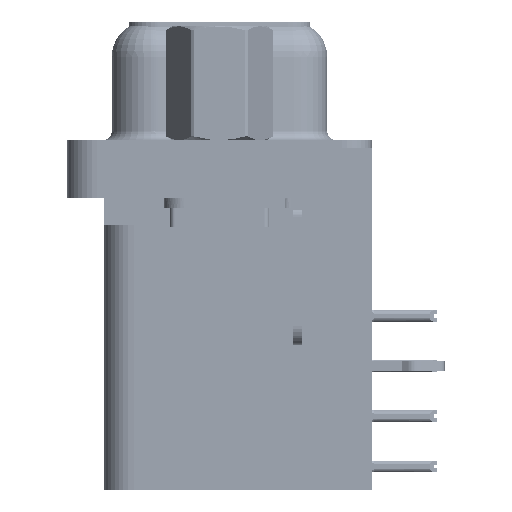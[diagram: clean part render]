
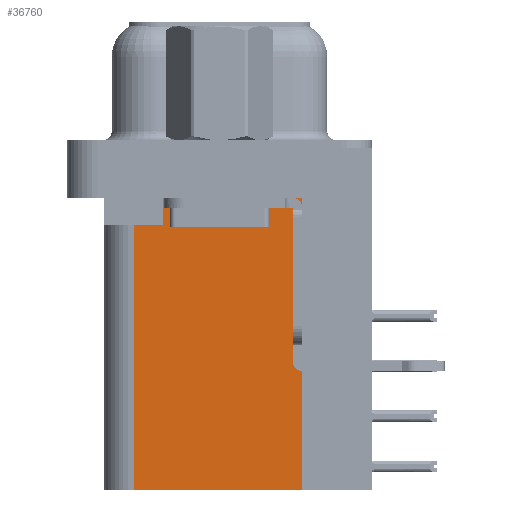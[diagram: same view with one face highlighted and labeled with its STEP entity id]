
A CAD part, left-side view. The second image highlights one B-rep face of the part: STEP entity #36760.
In plain terms, the highlighted planar face has unit normal (-1, 0, 0).
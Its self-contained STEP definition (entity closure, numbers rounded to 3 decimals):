
#140 = CARTESIAN_POINT ( 'NONE',  ( 3.75, 2.85, -3.9 ) ) ;
#920 = DIRECTION ( 'NONE',  ( 0., 0., 1. ) ) ;
#6357 = EDGE_CURVE ( 'NONE', #34695, #56219, #21191, .T. ) ;
#7424 = CARTESIAN_POINT ( 'NONE',  ( 3.75, -4.2, -17.3 ) ) ;
#7488 = CARTESIAN_POINT ( 'NONE',  ( 3.75, -4.2, -2.5 ) ) ;
#10277 = CARTESIAN_POINT ( 'NONE',  ( 3.75, -4.2, -17.3 ) ) ;
#12288 = VECTOR ( 'NONE', #73129, 1000. ) ;
#12476 = VERTEX_POINT ( 'NONE', #66440 ) ;
#13000 = EDGE_CURVE ( 'NONE', #64343, #29723, #65522, .T. ) ;
#13055 = FACE_OUTER_BOUND ( 'NONE', #19335, .T. ) ;
#14771 = AXIS2_PLACEMENT_3D ( 'NONE', #10277, #57167, #22063 ) ;
#16134 = CARTESIAN_POINT ( 'NONE',  ( 3.75, -4.2, -17.3 ) ) ;
#19335 = EDGE_LOOP ( 'NONE', ( #30876, #30896, #75620, #69032, #56410, #65345 ) ) ;
#19880 = EDGE_CURVE ( 'NONE', #69127, #12476, #42600, .T. ) ;
#21191 = LINE ( 'NONE', #140, #50472 ) ;
#22063 = DIRECTION ( 'NONE',  ( 0., 1., 0. ) ) ;
#22301 = DIRECTION ( 'NONE',  ( 0., 1., 0. ) ) ;
#24983 = DIRECTION ( 'NONE',  ( 0., 1., 0. ) ) ;
#26542 = EDGE_CURVE ( 'NONE', #56219, #29723, #43482, .T. ) ;
#27107 = EDGE_CURVE ( 'NONE', #12476, #34695, #57171, .T. ) ;
#29723 = VERTEX_POINT ( 'NONE', #64236 ) ;
#30876 = ORIENTED_EDGE ( 'NONE', *, *, #27107, .T. ) ;
#30896 = ORIENTED_EDGE ( 'NONE', *, *, #6357, .T. ) ;
#34393 = VECTOR ( 'NONE', #65324, 1000. ) ;
#34695 = VERTEX_POINT ( 'NONE', #62380 ) ;
#36574 = LINE ( 'NONE', #16134, #48414 ) ;
#36760 = ADVANCED_FACE ( 'NONE', ( #13055 ), #51205, .F. ) ;
#39522 = EDGE_CURVE ( 'NONE', #69127, #64343, #36574, .T. ) ;
#42600 = LINE ( 'NONE', #71038, #71877 ) ;
#43482 = LINE ( 'NONE', #67315, #12288 ) ;
#45950 = DIRECTION ( 'NONE',  ( 0., 0., -1. ) ) ;
#48414 = VECTOR ( 'NONE', #22301, 1000. ) ;
#48609 = CARTESIAN_POINT ( 'NONE',  ( 3.75, 4.35, -17.3 ) ) ;
#50472 = VECTOR ( 'NONE', #45950, 1000. ) ;
#51205 = PLANE ( 'NONE',  #14771 ) ;
#55330 = VECTOR ( 'NONE', #24983, 1000. ) ;
#56219 = VERTEX_POINT ( 'NONE', #59674 ) ;
#56410 = ORIENTED_EDGE ( 'NONE', *, *, #39522, .F. ) ;
#57167 = DIRECTION ( 'NONE',  ( 1., 0., 0. ) ) ;
#57171 = LINE ( 'NONE', #7488, #55330 ) ;
#59452 = CARTESIAN_POINT ( 'NONE',  ( 3.75, 4.35, -17.3 ) ) ;
#59674 = CARTESIAN_POINT ( 'NONE',  ( 3.75, 2.85, -3.9 ) ) ;
#62380 = CARTESIAN_POINT ( 'NONE',  ( 3.75, 2.85, -2.5 ) ) ;
#64236 = CARTESIAN_POINT ( 'NONE',  ( 3.75, 4.35, -3.9 ) ) ;
#64343 = VERTEX_POINT ( 'NONE', #48609 ) ;
#65324 = DIRECTION ( 'NONE',  ( 0., 0., 1. ) ) ;
#65345 = ORIENTED_EDGE ( 'NONE', *, *, #19880, .T. ) ;
#65522 = LINE ( 'NONE', #59452, #34393 ) ;
#66440 = CARTESIAN_POINT ( 'NONE',  ( 3.75, -4.2, -2.5 ) ) ;
#67315 = CARTESIAN_POINT ( 'NONE',  ( 3.75, 0., -3.9 ) ) ;
#69032 = ORIENTED_EDGE ( 'NONE', *, *, #13000, .F. ) ;
#69127 = VERTEX_POINT ( 'NONE', #7424 ) ;
#71038 = CARTESIAN_POINT ( 'NONE',  ( 3.75, -4.2, -17.3 ) ) ;
#71877 = VECTOR ( 'NONE', #920, 1000. ) ;
#73129 = DIRECTION ( 'NONE',  ( 0., 1., 0. ) ) ;
#75620 = ORIENTED_EDGE ( 'NONE', *, *, #26542, .T. ) ;
